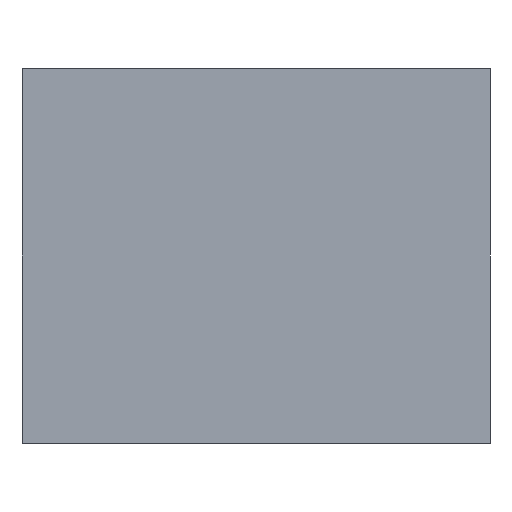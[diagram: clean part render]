
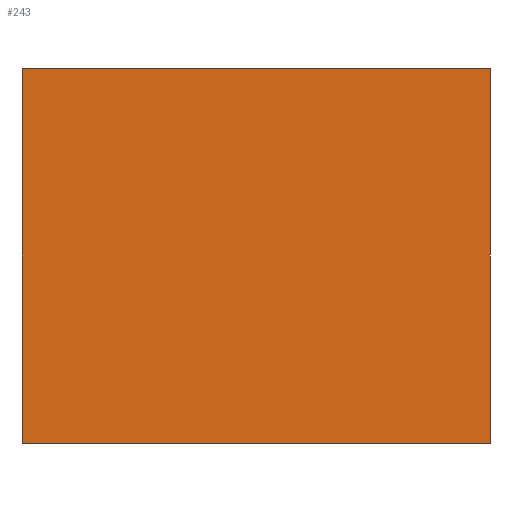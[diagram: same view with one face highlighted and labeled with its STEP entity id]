
A CAD part, front view. The second image highlights one B-rep face of the part: STEP entity #243.
In plain terms, the highlighted planar face has unit normal (0, -1, 0).
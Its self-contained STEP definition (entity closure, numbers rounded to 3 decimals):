
#1 = CARTESIAN_POINT ( 'NONE',  ( -50.421, -45.188, 10. ) ) ;
#2 = CARTESIAN_POINT ( 'NONE',  ( -50.421, -45.188, -10. ) ) ;
#18 = DIRECTION ( 'NONE',  ( 1., 0., 0. ) ) ;
#35 = DIRECTION ( 'NONE',  ( 0., 0., -1. ) ) ;
#52 = CARTESIAN_POINT ( 'NONE',  ( -25.421, -45.188, 10. ) ) ;
#59 = EDGE_CURVE ( 'NONE', #367, #430, #431, .T. ) ;
#71 = EDGE_LOOP ( 'NONE', ( #446, #126, #97, #241 ) ) ;
#76 = EDGE_CURVE ( 'NONE', #253, #367, #215, .T. ) ;
#97 = ORIENTED_EDGE ( 'NONE', *, *, #76, .F. ) ;
#101 = CARTESIAN_POINT ( 'NONE',  ( -25.421, -45.188, -10. ) ) ;
#110 = EDGE_CURVE ( 'NONE', #391, #430, #134, .T. ) ;
#116 = EDGE_CURVE ( 'NONE', #253, #391, #492, .T. ) ;
#126 = ORIENTED_EDGE ( 'NONE', *, *, #59, .F. ) ;
#129 = VECTOR ( 'NONE', #18, 1000. ) ;
#134 = LINE ( 'NONE', #208, #129 ) ;
#135 = VECTOR ( 'NONE', #35, 1000. ) ;
#138 = VECTOR ( 'NONE', #397, 1000. ) ;
#151 = DIRECTION ( 'NONE',  ( 0., 0., 1. ) ) ;
#154 = CARTESIAN_POINT ( 'NONE',  ( -50.421, -45.188, 10. ) ) ;
#193 = FACE_OUTER_BOUND ( 'NONE', #71, .T. ) ;
#208 = CARTESIAN_POINT ( 'NONE',  ( -50.421, -45.188, -10. ) ) ;
#215 = LINE ( 'NONE', #364, #300 ) ;
#241 = ORIENTED_EDGE ( 'NONE', *, *, #116, .T. ) ;
#243 = ADVANCED_FACE ( 'NONE', ( #193 ), #340, .F. ) ;
#253 = VERTEX_POINT ( 'NONE', #263 ) ;
#263 = CARTESIAN_POINT ( 'NONE',  ( -50.421, -45.188, 10. ) ) ;
#277 = AXIS2_PLACEMENT_3D ( 'NONE', #1, #302, #151 ) ;
#300 = VECTOR ( 'NONE', #357, 1000. ) ;
#302 = DIRECTION ( 'NONE',  ( 0., 1., 0. ) ) ;
#340 = PLANE ( 'NONE',  #277 ) ;
#357 = DIRECTION ( 'NONE',  ( 1., 0., 0. ) ) ;
#364 = CARTESIAN_POINT ( 'NONE',  ( -50.421, -45.188, 10. ) ) ;
#367 = VERTEX_POINT ( 'NONE', #52 ) ;
#391 = VERTEX_POINT ( 'NONE', #2 ) ;
#397 = DIRECTION ( 'NONE',  ( 0., 0., -1. ) ) ;
#430 = VERTEX_POINT ( 'NONE', #101 ) ;
#431 = LINE ( 'NONE', #484, #138 ) ;
#446 = ORIENTED_EDGE ( 'NONE', *, *, #110, .T. ) ;
#484 = CARTESIAN_POINT ( 'NONE',  ( -25.421, -45.188, 10. ) ) ;
#492 = LINE ( 'NONE', #154, #135 ) ;
